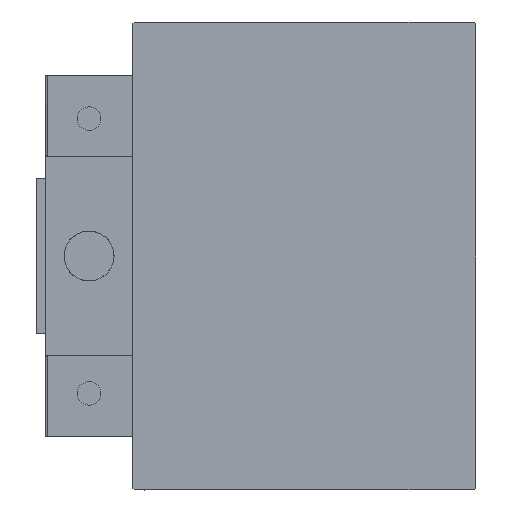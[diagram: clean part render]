
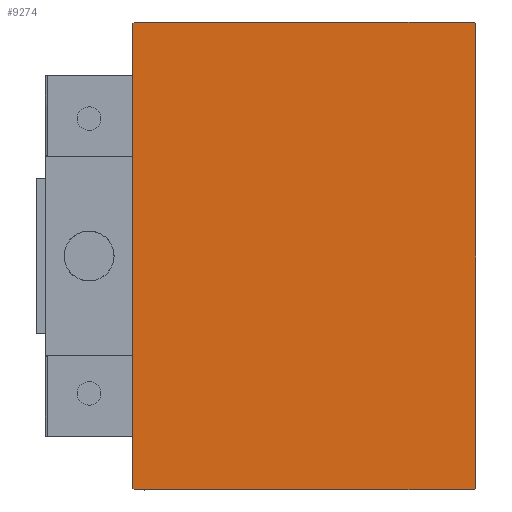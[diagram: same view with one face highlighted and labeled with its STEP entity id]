
A CAD part, left-side view. The second image highlights one B-rep face of the part: STEP entity #9274.
In plain terms, the highlighted face is planar.
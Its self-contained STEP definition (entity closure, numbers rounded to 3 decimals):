
#123 = CARTESIAN_POINT ( 'NONE',  ( 75., -27.5, 37.5 ) ) ;
#2584 = VERTEX_POINT ( 'NONE', #40276 ) ;
#2709 = CARTESIAN_POINT ( 'NONE',  ( 75., -32.35, -32.35 ) ) ;
#3364 = EDGE_CURVE ( 'NONE', #14780, #36682, #6706, .T. ) ;
#3682 = EDGE_CURVE ( 'NONE', #32970, #15839, #20116, .T. ) ;
#3868 = LINE ( 'NONE', #123, #33705 ) ;
#4419 = ORIENTED_EDGE ( 'NONE', *, *, #3364, .T. ) ;
#4920 = CARTESIAN_POINT ( 'NONE',  ( 75., 27.5, 37.5 ) ) ;
#5187 = CARTESIAN_POINT ( 'NONE',  ( 75., -27.5, -37.5 ) ) ;
#6706 = LINE ( 'NONE', #10693, #27133 ) ;
#8474 = LINE ( 'NONE', #19930, #35446 ) ;
#9178 = DIRECTION ( 'NONE',  ( 0., 1., 0. ) ) ;
#9274 = ADVANCED_FACE ( 'NONE', ( #29969 ), #14272, .T. ) ;
#9413 = ORIENTED_EDGE ( 'NONE', *, *, #13187, .T. ) ;
#9945 = VECTOR ( 'NONE', #11072, 1000. ) ;
#9994 = CARTESIAN_POINT ( 'NONE',  ( 75., -32.35, 32.35 ) ) ;
#10654 = CARTESIAN_POINT ( 'NONE',  ( 75., 27.2, 37.5 ) ) ;
#10693 = CARTESIAN_POINT ( 'NONE',  ( 75., 27.5, -37.5 ) ) ;
#11021 = DIRECTION ( 'NONE',  ( 0., 0., -1. ) ) ;
#11072 = DIRECTION ( 'NONE',  ( 0., -0.707, 0.707 ) ) ;
#12414 = VECTOR ( 'NONE', #22405, 1000. ) ;
#13054 = CARTESIAN_POINT ( 'NONE',  ( 75., 27.2, -37.5 ) ) ;
#13187 = EDGE_CURVE ( 'NONE', #36682, #32970, #41762, .T. ) ;
#13520 = CARTESIAN_POINT ( 'NONE',  ( 75., -27.2, 37.5 ) ) ;
#13726 = DIRECTION ( 'NONE',  ( 0., -0.707, -0.707 ) ) ;
#14272 = PLANE ( 'NONE',  #21747 ) ;
#14318 = CARTESIAN_POINT ( 'NONE',  ( 75., 32.35, 32.35 ) ) ;
#14780 = VERTEX_POINT ( 'NONE', #36266 ) ;
#15326 = DIRECTION ( 'NONE',  ( 0., 0., -1. ) ) ;
#15839 = VERTEX_POINT ( 'NONE', #13520 ) ;
#19930 = CARTESIAN_POINT ( 'NONE',  ( 75., 32.35, -32.35 ) ) ;
#20116 = LINE ( 'NONE', #4920, #36727 ) ;
#20121 = ORIENTED_EDGE ( 'NONE', *, *, #3682, .T. ) ;
#20152 = EDGE_CURVE ( 'NONE', #2584, #46499, #36886, .T. ) ;
#21268 = CARTESIAN_POINT ( 'NONE',  ( 75., -27.2, -37.5 ) ) ;
#21747 = AXIS2_PLACEMENT_3D ( 'NONE', #25243, #33966, #11021 ) ;
#22405 = DIRECTION ( 'NONE',  ( 0., 0.707, -0.707 ) ) ;
#23683 = DIRECTION ( 'NONE',  ( 0., 0.707, 0.707 ) ) ;
#24385 = ORIENTED_EDGE ( 'NONE', *, *, #39300, .T. ) ;
#25243 = CARTESIAN_POINT ( 'NONE',  ( 75., 0., 0. ) ) ;
#26131 = VERTEX_POINT ( 'NONE', #13054 ) ;
#26145 = DIRECTION ( 'NONE',  ( 0., 0., 1. ) ) ;
#27044 = VECTOR ( 'NONE', #9178, 1000. ) ;
#27133 = VECTOR ( 'NONE', #26145, 1000. ) ;
#28182 = EDGE_CURVE ( 'NONE', #46499, #26131, #39379, .T. ) ;
#29969 = FACE_OUTER_BOUND ( 'NONE', #42851, .T. ) ;
#32970 = VERTEX_POINT ( 'NONE', #10654 ) ;
#33638 = VERTEX_POINT ( 'NONE', #47005 ) ;
#33705 = VECTOR ( 'NONE', #15326, 1000. ) ;
#33966 = DIRECTION ( 'NONE',  ( 1., 0., 0. ) ) ;
#33988 = VECTOR ( 'NONE', #13726, 1000. ) ;
#34005 = CARTESIAN_POINT ( 'NONE',  ( 75., 27.5, 37.2 ) ) ;
#34497 = EDGE_CURVE ( 'NONE', #33638, #2584, #3868, .T. ) ;
#35446 = VECTOR ( 'NONE', #23683, 1000. ) ;
#36266 = CARTESIAN_POINT ( 'NONE',  ( 75., 27.5, -37.2 ) ) ;
#36682 = VERTEX_POINT ( 'NONE', #34005 ) ;
#36727 = VECTOR ( 'NONE', #47592, 1000. ) ;
#36886 = LINE ( 'NONE', #2709, #12414 ) ;
#37451 = ORIENTED_EDGE ( 'NONE', *, *, #20152, .T. ) ;
#39173 = ORIENTED_EDGE ( 'NONE', *, *, #28182, .T. ) ;
#39199 = ORIENTED_EDGE ( 'NONE', *, *, #34497, .T. ) ;
#39300 = EDGE_CURVE ( 'NONE', #26131, #14780, #8474, .T. ) ;
#39379 = LINE ( 'NONE', #5187, #27044 ) ;
#40276 = CARTESIAN_POINT ( 'NONE',  ( 75., -27.5, -37.2 ) ) ;
#41762 = LINE ( 'NONE', #14318, #9945 ) ;
#42851 = EDGE_LOOP ( 'NONE', ( #39173, #24385, #4419, #9413, #20121, #44514, #39199, #37451 ) ) ;
#44154 = EDGE_CURVE ( 'NONE', #15839, #33638, #45111, .T. ) ;
#44514 = ORIENTED_EDGE ( 'NONE', *, *, #44154, .T. ) ;
#45111 = LINE ( 'NONE', #9994, #33988 ) ;
#46499 = VERTEX_POINT ( 'NONE', #21268 ) ;
#47005 = CARTESIAN_POINT ( 'NONE',  ( 75., -27.5, 37.2 ) ) ;
#47592 = DIRECTION ( 'NONE',  ( 0., -1., 0. ) ) ;
